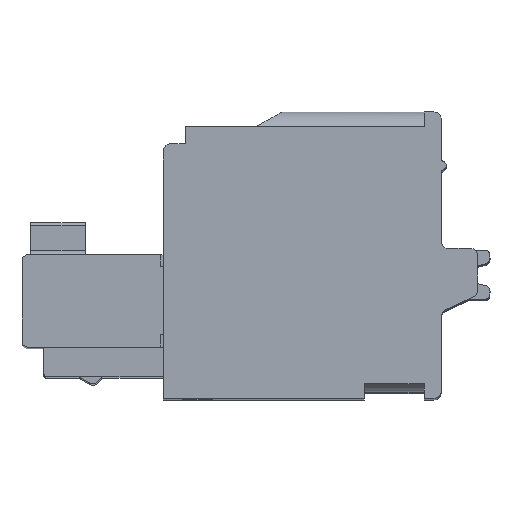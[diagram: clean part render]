
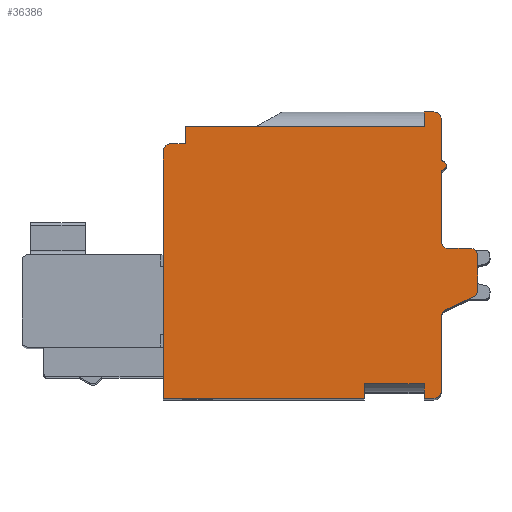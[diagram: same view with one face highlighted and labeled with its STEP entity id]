
A CAD part, top view. The second image highlights one B-rep face of the part: STEP entity #36386.
In plain terms, the highlighted planar face has unit normal (0, 0, 1).
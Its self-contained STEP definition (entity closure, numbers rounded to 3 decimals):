
#324=CARTESIAN_POINT('',(0.7,9.55,17.5));
#325=DIRECTION('',(0.,0.,1.));
#326=DIRECTION('',(0.,-1.,0.));
#327=AXIS2_PLACEMENT_3D('',#324,#325,#326);
#462=DIRECTION('',(0.,1.,0.));
#463=VECTOR('',#462,2.9);
#464=CARTESIAN_POINT('',(0.7,6.45,17.5));
#465=LINE('',#464,#463);
#768=DIRECTION('',(0.,1.,0.));
#769=VECTOR('',#768,3.059);
#770=CARTESIAN_POINT('',(0.7,0.3,17.5));
#771=LINE('',#770,#769);
#2815=DIRECTION('',(0.,-1.,0.));
#2816=VECTOR('',#2815,0.6);
#2817=CARTESIAN_POINT('',(0.,0.6,17.5));
#2818=LINE('',#2817,#2816);
#7790=DIRECTION('',(0.,-1.,0.));
#7791=VECTOR('',#7790,0.7);
#7792=CARTESIAN_POINT('',(-9.8,11.15,17.5));
#7793=LINE('',#7792,#7791);
#7890=DIRECTION('',(-1.,0.,0.));
#7891=VECTOR('',#7890,9.8);
#7892=CARTESIAN_POINT('',(0.,11.15,17.5));
#7893=LINE('',#7892,#7891);
#8720=DIRECTION('',(0.,1.,0.));
#8721=VECTOR('',#8720,10.15);
#8722=CARTESIAN_POINT('',(-10.7,0.,17.5));
#8723=LINE('',#8722,#8721);
#8724=CARTESIAN_POINT('',(-10.4,10.15,17.5));
#8725=DIRECTION('',(0.,0.,-1.));
#8726=DIRECTION('',(-1.,0.,0.));
#8727=AXIS2_PLACEMENT_3D('',#8724,#8725,#8726);
#8729=DIRECTION('',(1.,0.,0.));
#8730=VECTOR('',#8729,0.6);
#8731=CARTESIAN_POINT('',(-10.4,10.45,17.5));
#8732=LINE('',#8731,#8730);
#8733=DIRECTION('',(1.,0.,0.));
#8734=VECTOR('',#8733,0.4);
#8735=CARTESIAN_POINT('',(0.,11.75,17.5));
#8736=LINE('',#8735,#8734);
#8737=CARTESIAN_POINT('',(0.4,11.45,17.5));
#8738=DIRECTION('',(0.,0.,-1.));
#8739=DIRECTION('',(0.,1.,0.));
#8740=AXIS2_PLACEMENT_3D('',#8737,#8738,#8739);
#8742=DIRECTION('',(0.,-1.,0.));
#8743=VECTOR('',#8742,1.7);
#8744=CARTESIAN_POINT('',(0.7,11.45,17.5));
#8745=LINE('',#8744,#8743);
#8746=CARTESIAN_POINT('',(1.,6.45,17.5));
#8747=DIRECTION('',(0.,0.,1.));
#8748=DIRECTION('',(-1.,0.,0.));
#8749=AXIS2_PLACEMENT_3D('',#8746,#8747,#8748);
#8751=DIRECTION('',(1.,0.,0.));
#8752=VECTOR('',#8751,0.9);
#8753=CARTESIAN_POINT('',(1.,6.15,17.5));
#8754=LINE('',#8753,#8752);
#8755=CARTESIAN_POINT('',(1.9,5.85,17.5));
#8756=DIRECTION('',(0.,0.,-1.));
#8757=DIRECTION('',(0.,1.,0.));
#8758=AXIS2_PLACEMENT_3D('',#8755,#8756,#8757);
#8760=DIRECTION('',(0.,-1.,0.));
#8761=VECTOR('',#8760,1.409);
#8762=CARTESIAN_POINT('',(2.2,5.85,17.5));
#8763=LINE('',#8762,#8761);
#8764=CARTESIAN_POINT('',(1.9,4.441,17.5));
#8765=DIRECTION('',(0.,0.,-1.));
#8766=DIRECTION('',(1.,0.,0.));
#8767=AXIS2_PLACEMENT_3D('',#8764,#8765,#8766);
#8769=DIRECTION('',(-0.906,-0.423,0.));
#8770=VECTOR('',#8769,1.273);
#8771=CARTESIAN_POINT('',(2.027,4.169,17.5));
#8772=LINE('',#8771,#8770);
#8773=CARTESIAN_POINT('',(1.,3.359,17.5));
#8774=DIRECTION('',(0.,0.,1.));
#8775=DIRECTION('',(-0.423,0.906,0.));
#8776=AXIS2_PLACEMENT_3D('',#8773,#8774,#8775);
#8778=CARTESIAN_POINT('',(0.4,0.3,17.5));
#8779=DIRECTION('',(0.,0.,-1.));
#8780=DIRECTION('',(1.,0.,0.));
#8781=AXIS2_PLACEMENT_3D('',#8778,#8779,#8780);
#8783=DIRECTION('',(-1.,0.,0.));
#8784=VECTOR('',#8783,0.4);
#8785=CARTESIAN_POINT('',(0.4,0.,17.5));
#8786=LINE('',#8785,#8784);
#8787=DIRECTION('',(0.,-1.,0.));
#8788=VECTOR('',#8787,0.6);
#8789=CARTESIAN_POINT('',(-2.45,0.6,17.5));
#8790=LINE('',#8789,#8788);
#8791=DIRECTION('',(-1.,0.,0.));
#8792=VECTOR('',#8791,8.25);
#8793=CARTESIAN_POINT('',(-2.45,0.,17.5));
#8794=LINE('',#8793,#8792);
#9026=DIRECTION('',(0.,-1.,0.));
#9027=VECTOR('',#9026,0.6);
#9028=CARTESIAN_POINT('',(0.,11.75,17.5));
#9029=LINE('',#9028,#9027);
#9362=DIRECTION('',(1.,0.,0.));
#9363=VECTOR('',#9362,2.45);
#9364=CARTESIAN_POINT('',(-2.45,0.6,17.5));
#9365=LINE('',#9364,#9363);
#24430=CARTESIAN_POINT('',(-2.45,0.,17.5));
#24431=CARTESIAN_POINT('',(-10.7,0.,17.5));
#24432=VERTEX_POINT('',#24430);
#24433=VERTEX_POINT('',#24431);
#24486=CARTESIAN_POINT('',(-10.7,10.15,17.5));
#24487=VERTEX_POINT('',#24486);
#24628=CARTESIAN_POINT('',(-9.8,11.15,17.5));
#24629=CARTESIAN_POINT('',(-9.8,10.45,17.5));
#24630=VERTEX_POINT('',#24628);
#24631=VERTEX_POINT('',#24629);
#24648=CARTESIAN_POINT('',(0.,11.15,17.5));
#24649=VERTEX_POINT('',#24648);
#24668=CARTESIAN_POINT('',(0.,11.75,17.5));
#24669=CARTESIAN_POINT('',(0.4,11.75,17.5));
#24670=VERTEX_POINT('',#24668);
#24671=VERTEX_POINT('',#24669);
#24672=CARTESIAN_POINT('',(0.7,11.45,17.5));
#24673=VERTEX_POINT('',#24672);
#24682=CARTESIAN_POINT('',(0.7,9.75,17.5));
#24683=VERTEX_POINT('',#24682);
#24692=CARTESIAN_POINT('',(0.7,6.45,17.5));
#24693=VERTEX_POINT('',#24692);
#24694=CARTESIAN_POINT('',(0.7,9.35,17.5));
#24695=VERTEX_POINT('',#24694);
#24710=CARTESIAN_POINT('',(0.7,0.3,17.5));
#24711=CARTESIAN_POINT('',(0.7,3.359,17.5));
#24712=VERTEX_POINT('',#24710);
#24713=VERTEX_POINT('',#24711);
#24748=CARTESIAN_POINT('',(0.4,0.,17.5));
#24749=VERTEX_POINT('',#24748);
#24750=CARTESIAN_POINT('',(0.,0.,17.5));
#24751=VERTEX_POINT('',#24750);
#24753=CARTESIAN_POINT('',(0.,0.6,17.5));
#24755=VERTEX_POINT('',#24753);
#24760=CARTESIAN_POINT('',(-2.45,0.6,17.5));
#24761=VERTEX_POINT('',#24760);
#24764=CARTESIAN_POINT('',(-10.4,10.45,17.5));
#24765=VERTEX_POINT('',#24764);
#24766=CARTESIAN_POINT('',(1.,6.15,17.5));
#24767=VERTEX_POINT('',#24766);
#24768=CARTESIAN_POINT('',(1.9,6.15,17.5));
#24769=VERTEX_POINT('',#24768);
#24770=CARTESIAN_POINT('',(2.2,5.85,17.5));
#24771=VERTEX_POINT('',#24770);
#24772=CARTESIAN_POINT('',(2.2,4.441,17.5));
#24773=VERTEX_POINT('',#24772);
#24774=CARTESIAN_POINT('',(2.027,4.169,17.5));
#24775=VERTEX_POINT('',#24774);
#24776=CARTESIAN_POINT('',(0.873,3.631,17.5));
#24777=VERTEX_POINT('',#24776);
#36343=CARTESIAN_POINT('',(-1.384,8.507,17.5));
#36344=DIRECTION('',(0.,0.,1.));
#36345=DIRECTION('',(1.,0.,0.));
#36346=AXIS2_PLACEMENT_3D('',#36343,#36344,#36345);
#36347=PLANE('',#36346);
#36348=ORIENTED_EDGE('',*,*,#30239,.T.);
#36350=ORIENTED_EDGE('',*,*,#36349,.T.);
#36352=ORIENTED_EDGE('',*,*,#36351,.T.);
#36353=ORIENTED_EDGE('',*,*,#34832,.F.);
#36354=ORIENTED_EDGE('',*,*,#34979,.F.);
#36356=ORIENTED_EDGE('',*,*,#36355,.F.);
#36357=ORIENTED_EDGE('',*,*,#36291,.T.);
#36358=ORIENTED_EDGE('',*,*,#36335,.T.);
#36359=ORIENTED_EDGE('',*,*,#25158,.T.);
#36360=ORIENTED_EDGE('',*,*,#25285,.F.);
#36361=ORIENTED_EDGE('',*,*,#25352,.F.);
#36363=ORIENTED_EDGE('',*,*,#36362,.T.);
#36365=ORIENTED_EDGE('',*,*,#36364,.T.);
#36367=ORIENTED_EDGE('',*,*,#36366,.T.);
#36369=ORIENTED_EDGE('',*,*,#36368,.T.);
#36371=ORIENTED_EDGE('',*,*,#36370,.T.);
#36373=ORIENTED_EDGE('',*,*,#36372,.T.);
#36375=ORIENTED_EDGE('',*,*,#36374,.T.);
#36376=ORIENTED_EDGE('',*,*,#25584,.F.);
#36377=ORIENTED_EDGE('',*,*,#27819,.T.);
#36378=ORIENTED_EDGE('',*,*,#27834,.T.);
#36379=ORIENTED_EDGE('',*,*,#27853,.F.);
#36381=ORIENTED_EDGE('',*,*,#36380,.F.);
#36382=ORIENTED_EDGE('',*,*,#27939,.T.);
#36383=ORIENTED_EDGE('',*,*,#28014,.T.);
#36384=EDGE_LOOP('',(#36348,#36350,#36352,#36353,#36354,#36356,#36357,#36358,
#36359,#36360,#36361,#36363,#36365,#36367,#36369,#36371,#36373,#36375,#36376,
#36377,#36378,#36379,#36381,#36382,#36383));
#36385=FACE_OUTER_BOUND('',#36384,.F.);
#328=CIRCLE('',#327,0.2);
#8728=CIRCLE('',#8727,0.3);
#8741=CIRCLE('',#8740,0.3);
#8750=CIRCLE('',#8749,0.3);
#8759=CIRCLE('',#8758,0.3);
#8768=CIRCLE('',#8767,0.3);
#8777=CIRCLE('',#8776,0.3);
#8782=CIRCLE('',#8781,0.3);
#25158=EDGE_CURVE('',#24673,#24683,#8745,.T.);
#25285=EDGE_CURVE('',#24695,#24683,#328,.T.);
#25352=EDGE_CURVE('',#24693,#24695,#465,.T.);
#25584=EDGE_CURVE('',#24712,#24713,#771,.T.);
#27819=EDGE_CURVE('',#24712,#24749,#8782,.T.);
#27834=EDGE_CURVE('',#24749,#24751,#8786,.T.);
#27853=EDGE_CURVE('',#24755,#24751,#2818,.T.);
#27939=EDGE_CURVE('',#24761,#24432,#8790,.T.);
#28014=EDGE_CURVE('',#24432,#24433,#8794,.T.);
#30239=EDGE_CURVE('',#24433,#24487,#8723,.T.);
#34832=EDGE_CURVE('',#24630,#24631,#7793,.T.);
#34979=EDGE_CURVE('',#24649,#24630,#7893,.T.);
#36291=EDGE_CURVE('',#24670,#24671,#8736,.T.);
#36335=EDGE_CURVE('',#24671,#24673,#8741,.T.);
#36349=EDGE_CURVE('',#24487,#24765,#8728,.T.);
#36351=EDGE_CURVE('',#24765,#24631,#8732,.T.);
#36355=EDGE_CURVE('',#24670,#24649,#9029,.T.);
#36362=EDGE_CURVE('',#24693,#24767,#8750,.T.);
#36364=EDGE_CURVE('',#24767,#24769,#8754,.T.);
#36366=EDGE_CURVE('',#24769,#24771,#8759,.T.);
#36368=EDGE_CURVE('',#24771,#24773,#8763,.T.);
#36370=EDGE_CURVE('',#24773,#24775,#8768,.T.);
#36372=EDGE_CURVE('',#24775,#24777,#8772,.T.);
#36374=EDGE_CURVE('',#24777,#24713,#8777,.T.);
#36380=EDGE_CURVE('',#24761,#24755,#9365,.T.);
#36386=ADVANCED_FACE('',(#36385),#36347,.T.);
